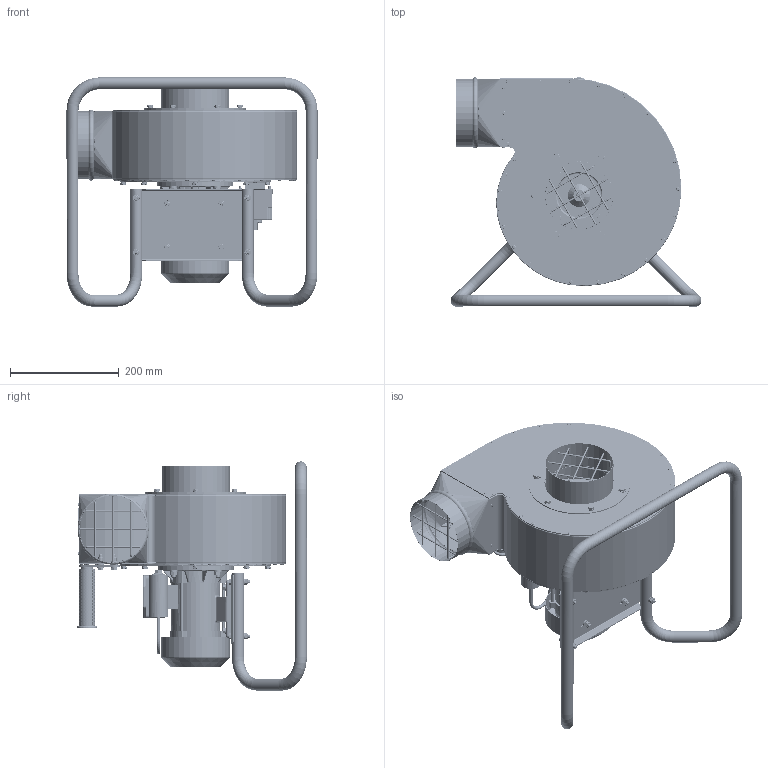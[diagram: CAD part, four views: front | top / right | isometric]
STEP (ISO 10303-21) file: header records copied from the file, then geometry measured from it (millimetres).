
FILE_DESCRIPTION(/* description */ ('805W10; 805W21 WPA-3-P-N'),/* implementation_level */ '2;1');
FILE_NAME(/* name */ '805W10; 805W21 WPA-3-P-N.stp',/* time_stamp */ '2022-05-10T12:44:19+02:00',/* author */ ('a.korpacki'),/* organization */ ('KLIMAWENT S.A.'),/* preprocessor_version */ 'ST-DEVELOPER v18.1',/* originating_system */ 'Autodesk Inventor 2021',/* authorisation */ '');
FILE_SCHEMA (('AUTOMOTIVE_DESIGN { 1 0 10303 214 3 1 1 }'));
Length unit declared in the file: millimetre
Bounding box: 461.98 x 422.5 x 421.99 mm (x, y, z)
Volume: 2919055.3 mm3; surface area: 1442493.4 mm2
Topology: 15 solids, 15 shells, 6925 faces, 17139 edges, 11023 vertices
Faces by surface type: plane 4153, bspline 1162, cylinder 1053, cone 271, torus 256, sphere 30
Full cylindrical faces by diameter (mm): 3 x22, 3.2 x56, 3.3 x1, 3.5 x48, 4 x4, 4.134 x1, 4.8 x3, 6 x64, 6.4 x12, 6.5 x70, 6.7 x4, 7.92 x14, 8 x8, 8.88 x25, 9 x3, 10 x4, 11 x1, 11.63 x4, 12 x16, 12.5 x1, 13 x3, 17 x1, 20 x8, 22 x6, 27 x1, 28 x1, 35 x1, 36 x2, 86 x1, 90 x1
Entity records: 224356 total; most frequent: CARTESIAN_POINT 58340, ORIENTED_EDGE 34166, DIRECTION 30163, EDGE_CURVE 17083, VERTEX_POINT 11023, LINE 10209, VECTOR 10209, AXIS2_PLACEMENT_3D 9977
